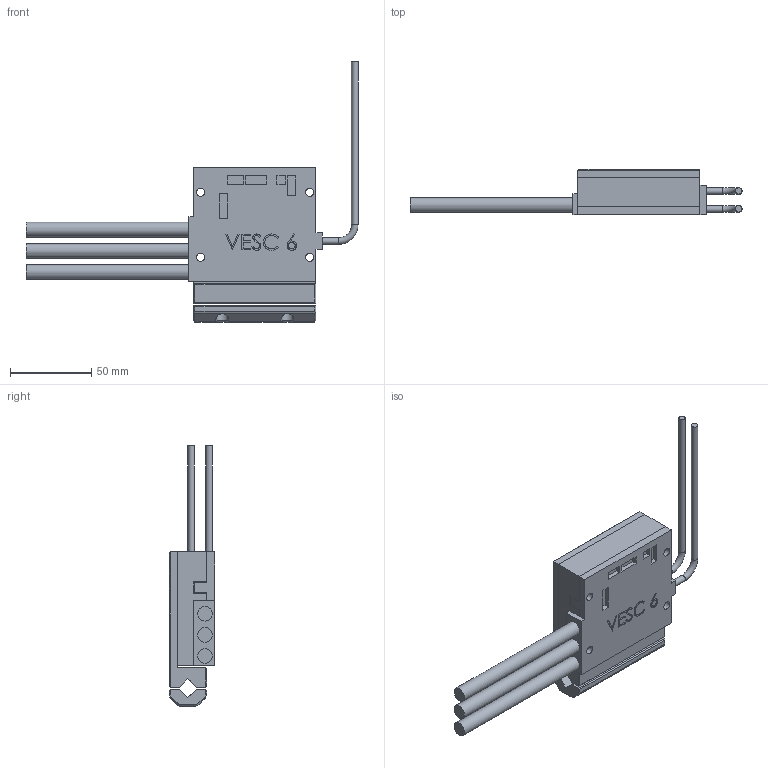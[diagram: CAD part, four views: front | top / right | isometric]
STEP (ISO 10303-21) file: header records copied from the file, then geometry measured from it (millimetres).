
FILE_DESCRIPTION(/* description */ (''),/* implementation_level */ '2;1');
FILE_NAME(/* name */ 'VescMount.step',/* time_stamp */ '2025-11-17T16:03:33+01:00',/* author */ (''),/* organization */ (''),/* preprocessor_version */ 'ST-DEVELOPER v20.1',/* originating_system */ 'Autodesk Translation Framework v14.21.0.0',/* authorisation */ '');
FILE_SCHEMA (('AUTOMOTIVE_DESIGN { 1 0 10303 214 3 1 1 }'));
Length unit declared in the file: millimetre
Products named in the file (4): Vesc upsidedown mount; VESC_6_Assm; VESC6HeatSink; VESC6Top
Assembly tree (3 placements, depth 3):
  Vesc upsidedown mount
    VESC_6_Assm
      VESC6HeatSink
      VESC6Top
Bounding box: 203.8 x 28 x 159.74 mm (x, y, z)
Volume: 196951.5 mm3; surface area: 72459.3 mm2
Topology: 4 solids, 4 shells, 375 faces, 962 edges, 605 vertices
Faces by surface type: plane 262, cylinder 37, bspline 37, cone 37, torus 2
Full cylindrical faces by diameter (mm): 3.25 x10, 4 x4, 5 x8, 7 x4, 9 x3
Entity records: 13342 total; most frequent: CARTESIAN_POINT 4328, ORIENTED_EDGE 1924, DIRECTION 1644, EDGE_CURVE 962, LINE 696, VECTOR 696, VERTEX_POINT 605, AXIS2_PLACEMENT_3D 474
